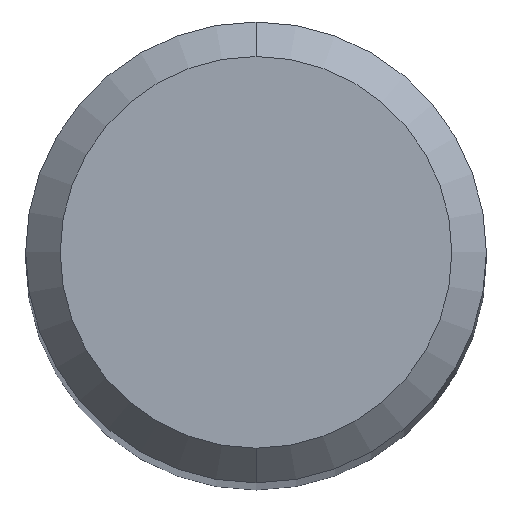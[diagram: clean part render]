
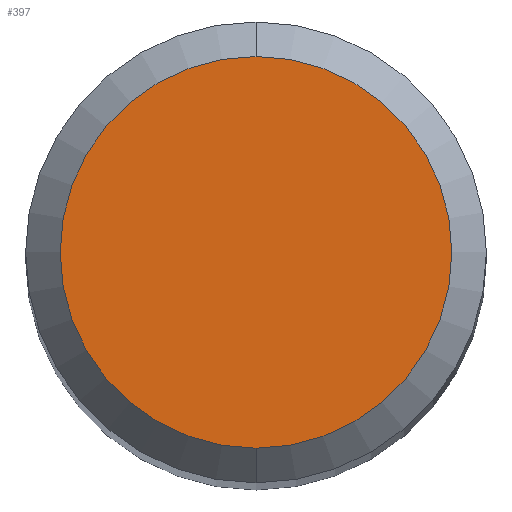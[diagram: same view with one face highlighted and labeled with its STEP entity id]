
A CAD part, top view. The second image highlights one B-rep face of the part: STEP entity #397.
In plain terms, the highlighted planar face has unit normal (0, 0, 1).
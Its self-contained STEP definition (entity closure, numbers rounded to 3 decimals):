
#397=ADVANCED_FACE('',(#1015),#1016,.T.);
#475=EDGE_CURVE('',#691,#903,#1100,.T.);
#635=EDGE_CURVE('',#903,#691,#1269,.T.);
#691=VERTEX_POINT('',#1330);
#903=VERTEX_POINT('',#1568);
#1015=FACE_OUTER_BOUND('',#2340,.T.);
#1016=PLANE('',#2341);
#1100=CIRCLE('',#3787,1.7);
#1269=CIRCLE('',#4960,1.7);
#1330=CARTESIAN_POINT('',(0.,-1.7,0.0));
#1568=CARTESIAN_POINT('',(0.0,1.7,0.0));
#2340=EDGE_LOOP('',(#6076,#6077));
#2341=AXIS2_PLACEMENT_3D('',#6078,#6079,#6080);
#3787=AXIS2_PLACEMENT_3D('',#6151,#6152,#6153);
#4960=AXIS2_PLACEMENT_3D('',#6279,#6280,#6281);
#6076=ORIENTED_EDGE('',*,*,#635,.F.);
#6077=ORIENTED_EDGE('',*,*,#475,.F.);
#6078=CARTESIAN_POINT('',(0.0,0.85,0.0));
#6079=DIRECTION('',(-0.0,0.0,1.0));
#6080=DIRECTION('',(0.0,-1.0,0.0));
#6151=CARTESIAN_POINT('',(0.0,0.0,0.0));
#6152=DIRECTION('',(0.0,0.0,-1.0));
#6153=DIRECTION('',(0.0,1.0,0.0));
#6279=CARTESIAN_POINT('',(0.0,0.0,0.0));
#6280=DIRECTION('',(0.0,0.0,-1.0));
#6281=DIRECTION('',(0.0,1.0,0.0));
